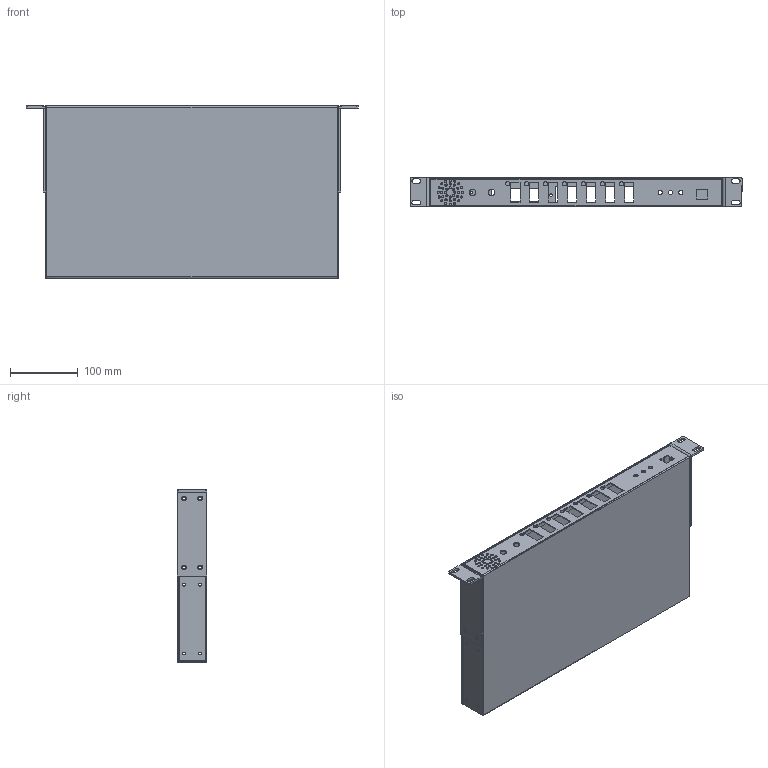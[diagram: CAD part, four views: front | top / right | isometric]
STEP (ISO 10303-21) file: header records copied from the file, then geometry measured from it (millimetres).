
FILE_DESCRIPTION (( 'STEP AP214' ), '1' );
FILE_NAME ('CSC EPCR48.STEP', '2018-02-21T02:08:46', ( '' ), ( '' ), 'SwSTEP 2.0', 'SolidWorks 2016', '' );
FILE_SCHEMA (( 'AUTOMOTIVE_DESIGN' ));
Length unit declared in the file: inch
Products named in the file (8): CSC EPCR48 L BRACKET; CSC EPCR48 TOP COVER; CSC EPCR48 CHASSIS; CSC EPCR48
Assembly tree (4 placements, depth 2):
  CSC EPCR48 TOP COVER
  CSC EPCR48 L BRACKET
  CSC EPCR48 CHASSIS
  CSC EPCR48 L BRACKET
  CSC EPCR48
    CSC EPCR48 CHASSIS
    CSC EPCR48 TOP COVER
    CSC EPCR48 L BRACKET  x2
Bounding box: 489.46 x 43.74 x 254 mm (x, y, z)
Volume: 476877.4 mm3; surface area: 592061 mm2
Topology: 4 solids, 4 shells, 439 faces, 1201 edges, 766 vertices
Faces by surface type: cylinder 269, plane 116, cone 36, bspline 18
Entity records: 14503 total; most frequent: CARTESIAN_POINT 3290, DIRECTION 2353, ORIENTED_EDGE 2194, EDGE_CURVE 1097, AXIS2_PLACEMENT_3D 905, VERTEX_POINT 702, EDGE_LOOP 657, LINE 543
